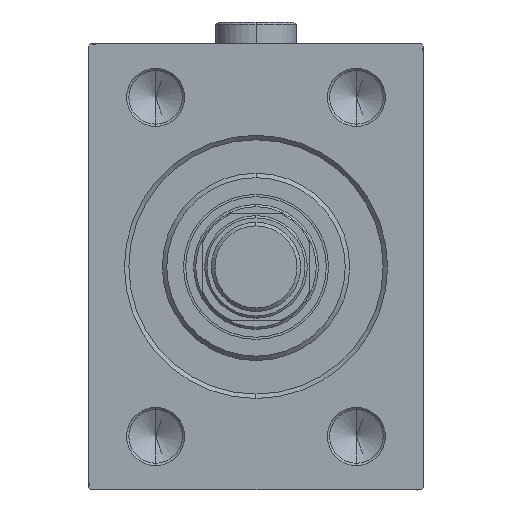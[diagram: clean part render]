
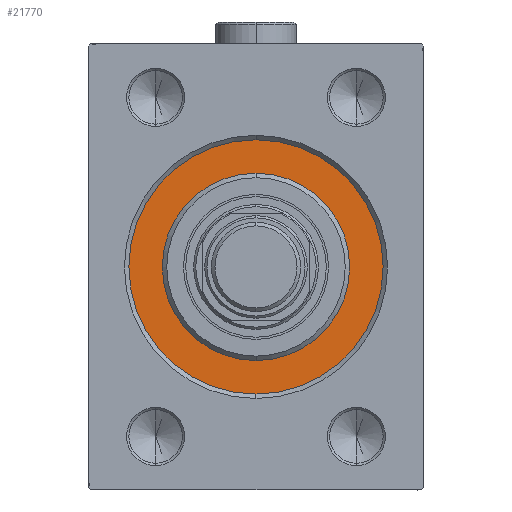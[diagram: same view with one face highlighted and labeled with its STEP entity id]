
A CAD part, left-side view. The second image highlights one B-rep face of the part: STEP entity #21770.
In plain terms, the highlighted face is planar.
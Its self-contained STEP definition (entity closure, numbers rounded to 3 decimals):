
#1555 = PLANE ( 'NONE',  #4248 ) ;
#1618 = VERTEX_POINT ( 'NONE', #43169 ) ;
#2490 = EDGE_LOOP ( 'NONE', ( #16560, #5746 ) ) ;
#2748 = AXIS2_PLACEMENT_3D ( 'NONE', #29988, #12266, #29538 ) ;
#4248 = AXIS2_PLACEMENT_3D ( 'NONE', #43810, #11377, #22117 ) ;
#5050 = FACE_BOUND ( 'NONE', #2490, .T. ) ;
#5746 = ORIENTED_EDGE ( 'NONE', *, *, #41722, .F. ) ;
#5849 = DIRECTION ( 'NONE',  ( 1., 0., 0. ) ) ;
#6086 = DIRECTION ( 'NONE',  ( 0., 0., -1. ) ) ;
#9386 = AXIS2_PLACEMENT_3D ( 'NONE', #38063, #37379, #6086 ) ;
#9538 = DIRECTION ( 'NONE',  ( 0., 0., 1. ) ) ;
#9599 = DIRECTION ( 'NONE',  ( 0., 0., -1. ) ) ;
#11377 = DIRECTION ( 'NONE',  ( -1., 0., 0. ) ) ;
#12266 = DIRECTION ( 'NONE',  ( -1., 0., 0. ) ) ;
#14624 = CARTESIAN_POINT ( 'NONE',  ( 0., 0., 28.5 ) ) ;
#16315 = AXIS2_PLACEMENT_3D ( 'NONE', #27034, #34499, #9538 ) ;
#16560 = ORIENTED_EDGE ( 'NONE', *, *, #42538, .F. ) ;
#16591 = CARTESIAN_POINT ( 'NONE',  ( 0., 0., 0. ) ) ;
#17056 = CIRCLE ( 'NONE', #16315, 28.5 ) ;
#19587 = EDGE_LOOP ( 'NONE', ( #33613, #32188 ) ) ;
#21036 = EDGE_CURVE ( 'NONE', #45811, #1618, #41438, .T. ) ;
#21770 = ADVANCED_FACE ( 'NONE', ( #5050, #29339 ), #1555, .F. ) ;
#22054 = AXIS2_PLACEMENT_3D ( 'NONE', #16591, #5849, #9599 ) ;
#22117 = DIRECTION ( 'NONE',  ( 0., 0., 1. ) ) ;
#24171 = EDGE_CURVE ( 'NONE', #1618, #45811, #17056, .T. ) ;
#24452 = CARTESIAN_POINT ( 'NONE',  ( 0., 0., 21. ) ) ;
#26549 = CIRCLE ( 'NONE', #9386, 21. ) ;
#27034 = CARTESIAN_POINT ( 'NONE',  ( 0., 0., 0. ) ) ;
#27050 = VERTEX_POINT ( 'NONE', #44396 ) ;
#29303 = VERTEX_POINT ( 'NONE', #24452 ) ;
#29339 = FACE_OUTER_BOUND ( 'NONE', #19587, .T. ) ;
#29538 = DIRECTION ( 'NONE',  ( 0., 0., 1. ) ) ;
#29988 = CARTESIAN_POINT ( 'NONE',  ( 0., 0., 0. ) ) ;
#32188 = ORIENTED_EDGE ( 'NONE', *, *, #21036, .F. ) ;
#33613 = ORIENTED_EDGE ( 'NONE', *, *, #24171, .F. ) ;
#34499 = DIRECTION ( 'NONE',  ( -1., 0., 0. ) ) ;
#37379 = DIRECTION ( 'NONE',  ( 1., 0., 0. ) ) ;
#38063 = CARTESIAN_POINT ( 'NONE',  ( 0., 0., 0. ) ) ;
#41438 = CIRCLE ( 'NONE', #2748, 28.5 ) ;
#41722 = EDGE_CURVE ( 'NONE', #27050, #29303, #42175, .T. ) ;
#42175 = CIRCLE ( 'NONE', #22054, 21. ) ;
#42538 = EDGE_CURVE ( 'NONE', #29303, #27050, #26549, .T. ) ;
#43169 = CARTESIAN_POINT ( 'NONE',  ( 0., 0., -28.5 ) ) ;
#43810 = CARTESIAN_POINT ( 'NONE',  ( 0., 0., 0. ) ) ;
#44396 = CARTESIAN_POINT ( 'NONE',  ( 0., 0., -21. ) ) ;
#45811 = VERTEX_POINT ( 'NONE', #14624 ) ;
